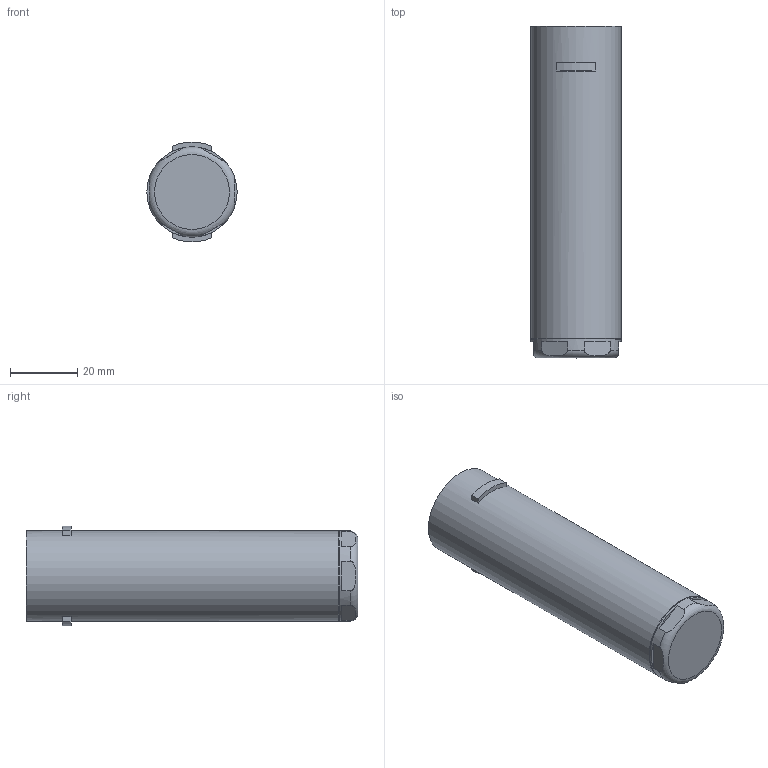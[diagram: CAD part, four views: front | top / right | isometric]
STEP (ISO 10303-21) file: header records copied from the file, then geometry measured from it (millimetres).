
FILE_DESCRIPTION(/* description */ (''),/* implementation_level */ '2;1');
FILE_NAME(/* name */ '99-7924_CLR.stp',/* time_stamp */ '2010-02-09T14:38:28-05:00',/* author */ (''),/* organization */ (''),/* preprocessor_version */ 'ST-DEVELOPER v11',/* originating_system */ 'SIEMENS UGS NX 6.0',/* authorisation */ '');
FILE_SCHEMA (('AUTOMOTIVE_DESIGN { 1 0 10303 214 1 1 1 1 }'));
Length unit declared in the file: inch
Products named in the file (1): 99-7924_CLR
Bounding box: 26.92 x 99.03 x 29.68 mm (x, y, z)
Volume: 56283.1 mm3; surface area: 9562.7 mm2
Topology: 1 solids, 1 shells, 29 faces, 72 edges, 48 vertices
Faces by surface type: plane 23, cylinder 4, cone 1, torus 1
Full cylindrical faces by diameter (mm): 26.924 x2
Entity records: 916 total; most frequent: CARTESIAN_POINT 218, DIRECTION 144, ORIENTED_EDGE 130, EDGE_CURVE 65, AXIS2_PLACEMENT_3D 55, VERTEX_POINT 45, EDGE_LOOP 36, LINE 34
